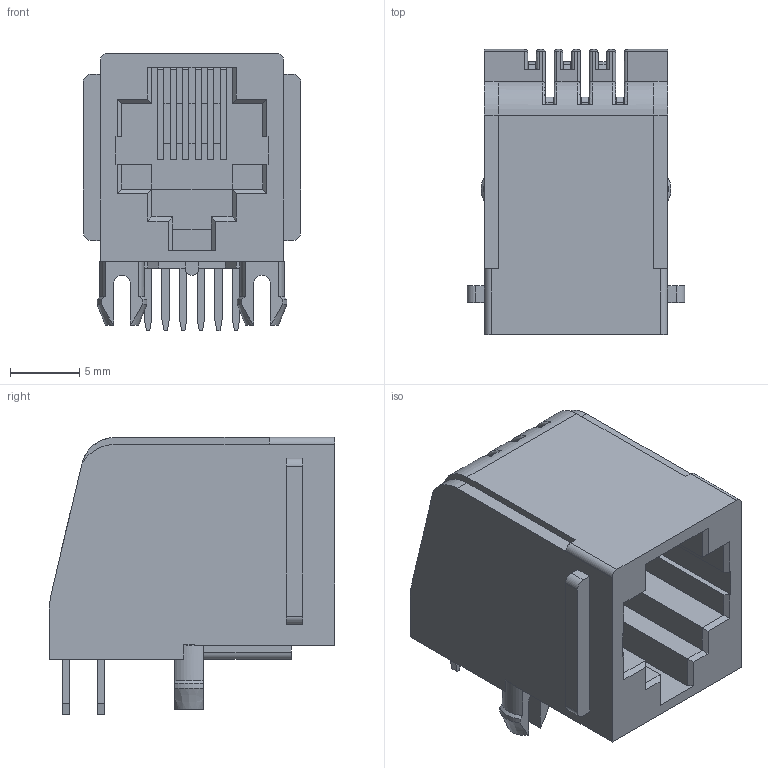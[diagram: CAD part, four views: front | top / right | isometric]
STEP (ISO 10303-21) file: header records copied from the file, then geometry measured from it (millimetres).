
FILE_DESCRIPTION(('FreeCAD Model'),'2;1');
FILE_NAME('RJ12_Horizontal.step','2020-05-25T19:50:46',( 'kicad StepUp'),('ksu MCAD'),'Open CASCADE STEP processor 7.3', 'FreeCAD','Unknown');
FILE_SCHEMA(('AUTOMOTIVE_DESIGN { 1 0 10303 214 1 1 1 1 }'));
Length unit declared in the file: millimetre
Products named in the file (1): RJ12_Horizontal
Bounding box: 15.7 x 20.57 x 20 mm (x, y, z)
Volume: 2487.9 mm3; surface area: 2996.8 mm2
Topology: 1 solids, 1 shells, 328 faces, 875 edges, 553 vertices
Faces by surface type: plane 230, cylinder 72, torus 18, cone 8
Entity records: 12438 total; most frequent: CARTESIAN_POINT 1889, ORIENTED_EDGE 1750, DIRECTION 1673, EDGE_CURVE 875, LINE 675, VECTOR 675, VERTEX_POINT 553, AXIS2_PLACEMENT_3D 499
